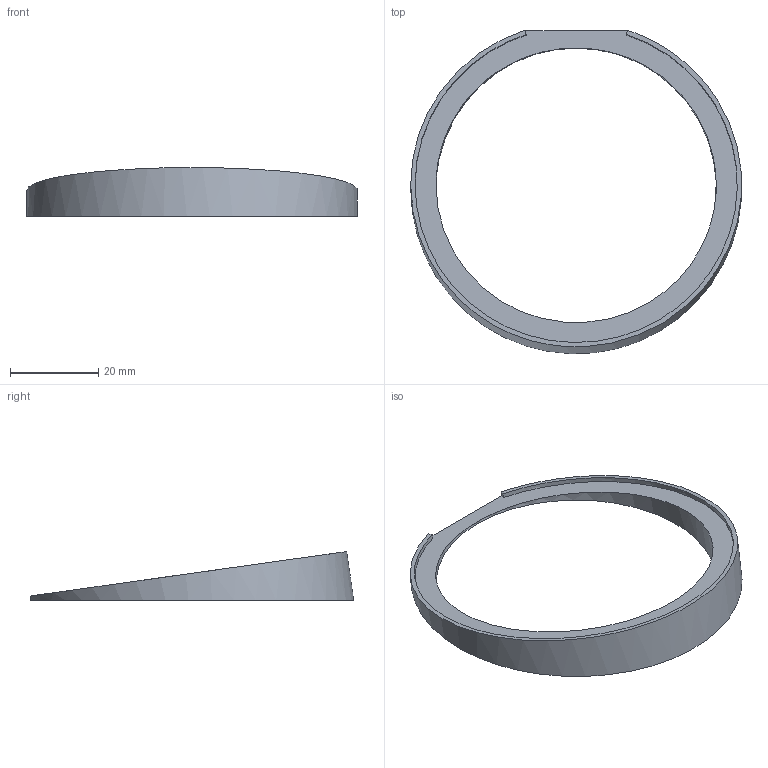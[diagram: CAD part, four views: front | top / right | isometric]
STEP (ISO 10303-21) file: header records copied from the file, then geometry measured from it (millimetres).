
FILE_DESCRIPTION(('STEP AP242'), '1');
FILE_NAME('VentFrame', '2024-05-02T15:36:01', (''), (''), 'C3D Converter', 'C3D Toolkit', '');
FILE_SCHEMA(('AP242_MANAGED_MODEL_BASED_3D_ENGINEERING_MIM_LF { 1 0 10303 442 1 1 4 }'));
Length unit declared in the file: millimetre
Bounding box: 74.92 x 73.27 x 11.07 mm (x, y, z)
Volume: 6308.2 mm3; surface area: 5007.2 mm2
Topology: 1 solids, 1 shells, 8 faces, 16 edges, 10 vertices
Faces by surface type: plane 5, bspline 2, extrusion 1
Entity records: 762 total; most frequent: CARTESIAN_POINT 507, ORIENTED_EDGE 30, DIRECTION 22, EDGE_CURVE 15, VERTEX_POINT 14, EDGE_LOOP 11, VECTOR 10, COLOUR_RGB 9
